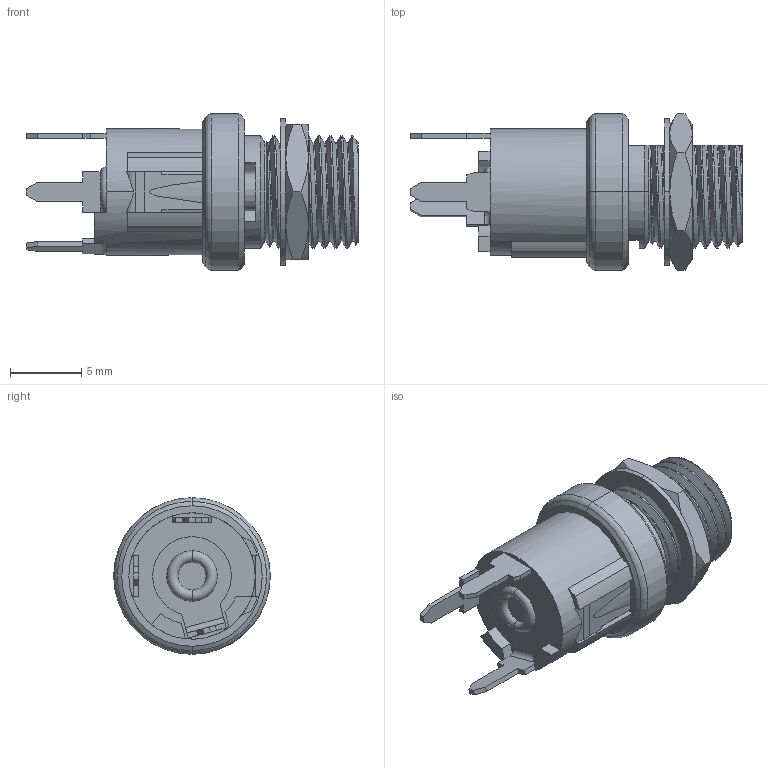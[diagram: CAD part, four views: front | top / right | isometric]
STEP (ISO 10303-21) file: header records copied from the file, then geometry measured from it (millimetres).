
FILE_DESCRIPTION (( 'STEP AP214' ), '1' );
FILE_NAME ('PCL712A.step', '2021-08-09T08:37:25', ( '' ), ( '' ), 'SwSTEP 2.0', 'SolidWorks 2019', '' );
FILE_SCHEMA (( 'AUTOMOTIVE_DESIGN' ));
Length unit declared in the file: millimetre
Products named in the file (1): PCL712A
Bounding box: 23.37 x 11.02 x 11.02 mm (x, y, z)
Volume: 810.3 mm3; surface area: 1442.1 mm2
Topology: 3 solids, 4 shells, 241 faces, 656 edges, 431 vertices
Faces by surface type: cylinder 99, plane 82, cone 31, bspline 21, torus 8
Entity records: 14242 total; most frequent: CARTESIAN_POINT 8566, ORIENTED_EDGE 1312, DIRECTION 1033, EDGE_CURVE 656, VERTEX_POINT 431, AXIS2_PLACEMENT_3D 368, VECTOR 297, LINE 297
